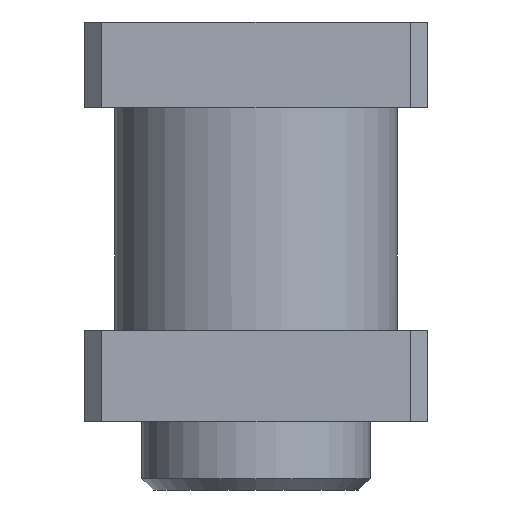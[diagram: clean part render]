
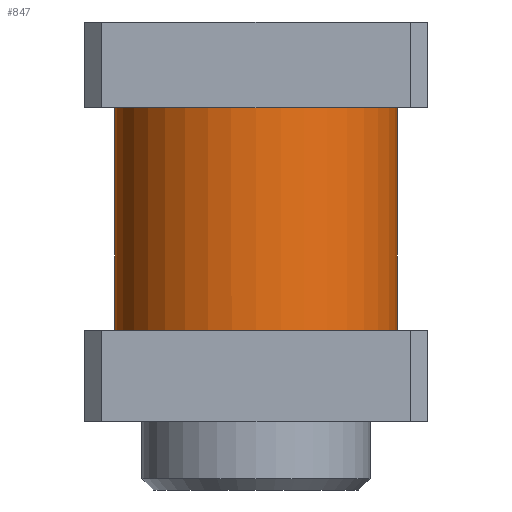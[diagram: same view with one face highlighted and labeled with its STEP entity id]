
A CAD part, front view. The second image highlights one B-rep face of the part: STEP entity #847.
In plain terms, the highlighted cylindrical face has radius 24.75 mm (diameter 49.5 mm), a full revolution.
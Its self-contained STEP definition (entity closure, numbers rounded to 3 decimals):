
#14=B_SPLINE_CURVE_WITH_KNOTS('',3,(#1258,#1259,#1260,#1261,#1262,#1263,
#1264,#1265,#1266,#1267,#1268,#1269,#1270,#1271,#1272,#1273,#1274,#1275,
#1276,#1277,#1278,#1279,#1280,#1281,#1282,#1283,#1284,#1285,#1286,#1287,
#1288,#1289,#1290),.UNSPECIFIED.,.F.,.F.,(4,2,2,3,2,2,2,2,2,2,2,2,2,2,2,
4),(-0.889,-0.585,-0.293,0.,0.293,
0.585,1.171,1.752,2.043,2.333,
2.624,2.915,3.496,4.082,4.374,
4.667),.UNSPECIFIED.);
#15=B_SPLINE_CURVE_WITH_KNOTS('',3,(#1297,#1298,#1299,#1300,#1301,#1302,
#1303,#1304),.UNSPECIFIED.,.F.,.F.,(4,2,2,4),(4.667,4.96,
5.252,5.556),.UNSPECIFIED.);
#75=CYLINDRICAL_SURFACE('',#955,24.75);
#114=FACE_OUTER_BOUND('',#173,.T.);
#173=EDGE_LOOP('',(#765,#766,#767,#768,#769,#770,#771));
#248=LINE('',#1480,#317);
#317=VECTOR('',#1197,24.75);
#337=CIRCLE('',#901,24.75);
#338=CIRCLE('',#902,24.75);
#351=CIRCLE('',#920,24.75);
#382=VERTEX_POINT('',#1255);
#383=VERTEX_POINT('',#1257);
#386=VERTEX_POINT('',#1295);
#397=VERTEX_POINT('',#1330);
#423=VERTEX_POINT('',#1392);
#470=EDGE_CURVE('',#383,#382,#14,.T.);
#474=EDGE_CURVE('',#382,#386,#15,.T.);
#487=EDGE_CURVE('',#397,#383,#337,.T.);
#488=EDGE_CURVE('',#386,#397,#338,.T.);
#518=EDGE_CURVE('',#423,#423,#351,.T.);
#561=EDGE_CURVE('',#397,#423,#248,.T.);
#765=ORIENTED_EDGE('',*,*,#470,.T.);
#766=ORIENTED_EDGE('',*,*,#474,.T.);
#767=ORIENTED_EDGE('',*,*,#488,.T.);
#768=ORIENTED_EDGE('',*,*,#561,.T.);
#769=ORIENTED_EDGE('',*,*,#518,.F.);
#770=ORIENTED_EDGE('',*,*,#561,.F.);
#771=ORIENTED_EDGE('',*,*,#487,.T.);
#847=ADVANCED_FACE('',(#114),#75,.T.);
#901=AXIS2_PLACEMENT_3D('',#1331,#1042,#1043);
#902=AXIS2_PLACEMENT_3D('',#1332,#1044,#1045);
#920=AXIS2_PLACEMENT_3D('',#1393,#1097,#1098);
#955=AXIS2_PLACEMENT_3D('',#1479,#1195,#1196);
#1042=DIRECTION('center_axis',(0.,0.,1.));
#1043=DIRECTION('ref_axis',(1.,0.,0.));
#1044=DIRECTION('center_axis',(0.,0.,1.));
#1045=DIRECTION('ref_axis',(1.,0.,0.));
#1097=DIRECTION('center_axis',(0.,0.,1.));
#1098=DIRECTION('ref_axis',(1.,0.,0.));
#1195=DIRECTION('center_axis',(0.,0.,-1.));
#1196=DIRECTION('ref_axis',(1.,0.,0.));
#1197=DIRECTION('',(0.,0.,1.));
#1255=CARTESIAN_POINT('',(-15.,19.687,-30.5));
#1257=CARTESIAN_POINT('',(12.359,21.443,-39.));
#1258=CARTESIAN_POINT('Ctrl Pts',(12.359,21.443,-39.));
#1259=CARTESIAN_POINT('Ctrl Pts',(12.93,21.114,-38.169));
#1260=CARTESIAN_POINT('Ctrl Pts',(13.428,20.797,-37.265));
#1261=CARTESIAN_POINT('Ctrl Pts',(14.214,20.267,-35.395));
#1262=CARTESIAN_POINT('Ctrl Pts',(14.51,20.052,-34.431));
#1263=CARTESIAN_POINT('Ctrl Pts',(14.903,19.761,-32.472));
#1264=CARTESIAN_POINT('Ctrl Pts',(15.,19.687,-31.476));
#1265=CARTESIAN_POINT('Ctrl Pts',(15.,19.687,-30.5));
#1266=CARTESIAN_POINT('Ctrl Pts',(15.,19.687,-29.524));
#1267=CARTESIAN_POINT('Ctrl Pts',(14.903,19.761,-28.528));
#1268=CARTESIAN_POINT('Ctrl Pts',(14.51,20.052,-26.569));
#1269=CARTESIAN_POINT('Ctrl Pts',(14.214,20.267,-25.605));
#1270=CARTESIAN_POINT('Ctrl Pts',(13.056,21.047,-22.852));
#1271=CARTESIAN_POINT('Ctrl Pts',(11.915,21.742,-21.201));
#1272=CARTESIAN_POINT('Ctrl Pts',(9.307,22.978,-18.594));
#1273=CARTESIAN_POINT('Ctrl Pts',(7.655,23.613,-17.446));
#1274=CARTESIAN_POINT('Ctrl Pts',(4.892,24.28,-16.285));
#1275=CARTESIAN_POINT('Ctrl Pts',(3.925,24.457,-15.988));
#1276=CARTESIAN_POINT('Ctrl Pts',(1.963,24.692,-15.595));
#1277=CARTESIAN_POINT('Ctrl Pts',(0.969,24.75,-15.5));
#1278=CARTESIAN_POINT('Ctrl Pts',(-0.969,24.75,-15.5));
#1279=CARTESIAN_POINT('Ctrl Pts',(-1.963,24.692,-15.595));
#1280=CARTESIAN_POINT('Ctrl Pts',(-3.925,24.457,-15.988));
#1281=CARTESIAN_POINT('Ctrl Pts',(-4.892,24.28,-16.285));
#1282=CARTESIAN_POINT('Ctrl Pts',(-7.655,23.613,-17.446));
#1283=CARTESIAN_POINT('Ctrl Pts',(-9.307,22.978,-18.594));
#1284=CARTESIAN_POINT('Ctrl Pts',(-11.915,21.742,-21.201));
#1285=CARTESIAN_POINT('Ctrl Pts',(-13.056,21.047,-22.852));
#1286=CARTESIAN_POINT('Ctrl Pts',(-14.214,20.267,-25.605));
#1287=CARTESIAN_POINT('Ctrl Pts',(-14.51,20.052,-26.569));
#1288=CARTESIAN_POINT('Ctrl Pts',(-14.903,19.761,-28.528));
#1289=CARTESIAN_POINT('Ctrl Pts',(-15.,19.687,-29.524));
#1290=CARTESIAN_POINT('Ctrl Pts',(-15.,19.687,-30.5));
#1295=CARTESIAN_POINT('',(-12.359,21.443,-39.));
#1297=CARTESIAN_POINT('Ctrl Pts',(-15.,19.687,-30.5));
#1298=CARTESIAN_POINT('Ctrl Pts',(-15.,19.687,-31.476));
#1299=CARTESIAN_POINT('Ctrl Pts',(-14.903,19.761,-32.472));
#1300=CARTESIAN_POINT('Ctrl Pts',(-14.51,20.052,-34.431));
#1301=CARTESIAN_POINT('Ctrl Pts',(-14.214,20.267,-35.395));
#1302=CARTESIAN_POINT('Ctrl Pts',(-13.428,20.797,-37.265));
#1303=CARTESIAN_POINT('Ctrl Pts',(-12.93,21.114,-38.169));
#1304=CARTESIAN_POINT('Ctrl Pts',(-12.359,21.443,-39.));
#1330=CARTESIAN_POINT('',(-24.75,0.,-39.));
#1331=CARTESIAN_POINT('Origin',(0.,0.,-39.));
#1332=CARTESIAN_POINT('Origin',(0.,0.,-39.));
#1392=CARTESIAN_POINT('',(-24.75,0.,0.));
#1393=CARTESIAN_POINT('Origin',(0.,0.,0.));
#1479=CARTESIAN_POINT('Origin',(0.,0.,0.));
#1480=CARTESIAN_POINT('',(-24.75,0.,0.));
